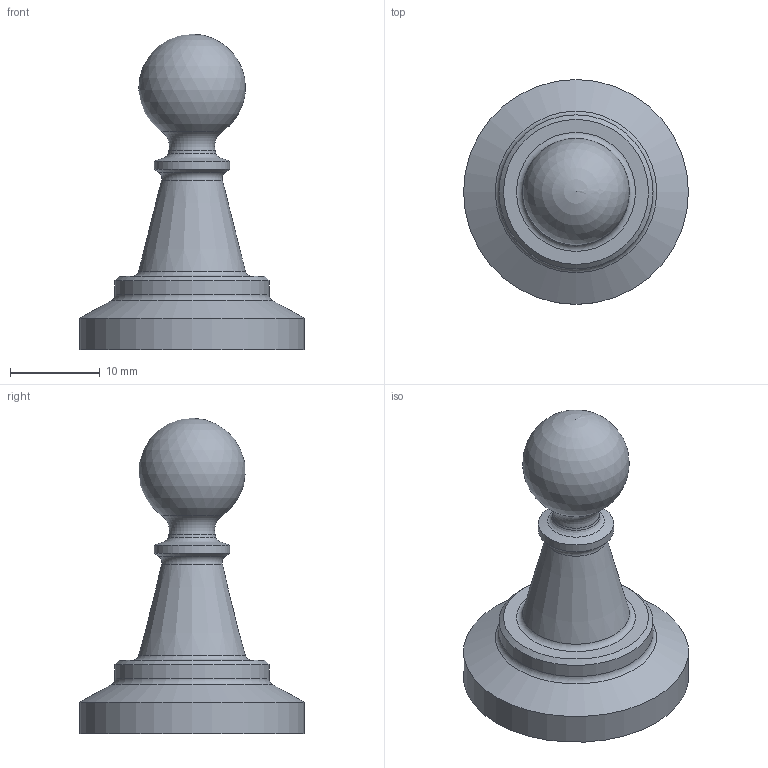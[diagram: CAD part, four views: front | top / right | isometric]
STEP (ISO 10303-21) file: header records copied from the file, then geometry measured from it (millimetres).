
FILE_DESCRIPTION(/* description */ (''),/* implementation_level */ '2;1');
FILE_NAME(/* name */ 'pawn.stp',/* time_stamp */ '2024-02-07T14:35:04+01:00',/* author */ (''),/* organization */ (''),/* preprocessor_version */ 'ST-DEVELOPER v18.1',/* originating_system */ 'SIEMENS PLM Software NX 1961',/* authorisation */ '');
FILE_SCHEMA (('AUTOMOTIVE_DESIGN { 1 0 10303 214 3 1 1 1 }'));
Length unit declared in the file: millimetre
Products named in the file (1): pawn
Bounding box: 25 x 25 x 35.09 mm (x, y, z)
Volume: 4871.9 mm3; surface area: 2163 mm2
Topology: 1 solids, 1 shells, 17 faces, 32 edges, 19 vertices
Faces by surface type: cone 6, torus 5, cylinder 3, plane 2, sphere 1
Full cylindrical faces by diameter (mm): 8.384 x1, 17.128 x1, 25 x1
Entity records: 372 total; most frequent: DIRECTION 68, CARTESIAN_POINT 52, AXIS2_PLACEMENT_3D 34, EDGE_LOOP 32, ORIENTED_EDGE 32, FACE_BOUND 30, ADVANCED_FACE 17, VERTEX_POINT 16
